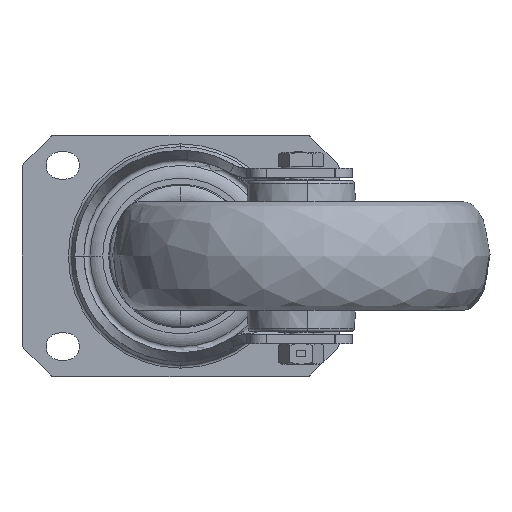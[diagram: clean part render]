
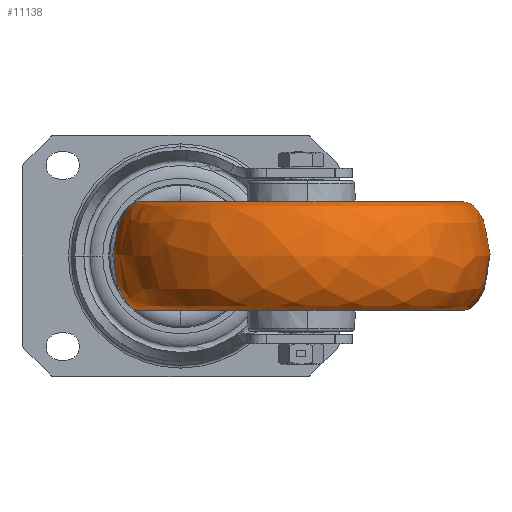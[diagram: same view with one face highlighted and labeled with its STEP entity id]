
A CAD part, front view. The second image highlights one B-rep face of the part: STEP entity #11138.
In plain terms, the highlighted free-form (B-spline) face has degree [3, 3] with [4, 4] control points.
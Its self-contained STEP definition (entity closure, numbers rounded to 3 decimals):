
#56 = EDGE_CURVE ( 'NONE', #4177, #18871, #22174, .T. ) ;
#1043 = CARTESIAN_POINT ( 'NONE',  ( 93.1, -85.97, -18. ) ) ;
#1214 = CARTESIAN_POINT ( 'NONE',  ( -30.965, -101.227, -18. ) ) ;
#1708 = CIRCLE ( 'NONE', #18184, 53.5 ) ;
#1721 = EDGE_CURVE ( 'NONE', #15148, #4177, #12602, .T. ) ;
#2609 = AXIS2_PLACEMENT_3D ( 'NONE', #9958, #6562, #23601 ) ;
#2668 = CARTESIAN_POINT ( 'NONE',  ( -0.04, -205.23, 18. ) ) ;
#2909 = CARTESIAN_POINT ( 'NONE',  ( 128.42, -225.704, 18. ) ) ;
#3161 = CARTESIAN_POINT ( 'NONE',  ( 106.16, -192.17, 18. ) ) ;
#4177 = VERTEX_POINT ( 'NONE', #15109 ) ;
#5074 = CARTESIAN_POINT ( 'NONE',  ( 110.965, -83.773, 18. ) ) ;
#5198 = CARTESIAN_POINT ( 'NONE',  ( 93.1, -85.97, 18. ) ) ;
#6562 = DIRECTION ( 'NONE',  ( 0., 0., -1. ) ) ;
#6925 = CARTESIAN_POINT ( 'NONE',  ( 106.16, -192.17, -18. ) ) ;
#8448 = ORIENTED_EDGE ( 'NONE', *, *, #1721, .T. ) ;
#8735 = CARTESIAN_POINT ( 'NONE',  ( -30.965, -101.227, 18. ) ) ;
#8801 = CARTESIAN_POINT ( 'NONE',  ( -13.1, -99.03, -18. ) ) ;
#8882 = CARTESIAN_POINT ( 'NONE',  ( 93.1, -85.97, -18. ) ) ;
#9132 = CARTESIAN_POINT ( 'NONE',  ( 93.1, -85.97, -18. ) ) ;
#9247 = CARTESIAN_POINT ( 'NONE',  ( 40., -92.5, -18. ) ) ;
#9774 = EDGE_LOOP ( 'NONE', ( #8448, #12289, #21622, #12078 ) ) ;
#9958 = CARTESIAN_POINT ( 'NONE',  ( 40., -92.5, 18. ) ) ;
#10328 = CARTESIAN_POINT ( 'NONE',  ( 128.42, -225.704, -18. ) ) ;
#10566 = CARTESIAN_POINT ( 'NONE',  ( -0.04, -205.23, -18. ) ) ;
#10741 = DIRECTION ( 'NONE',  ( 0., 0., -1. ) ) ;
#11138 = ADVANCED_FACE ( 'NONE', ( #17692 ), #14779, .F. ) ;
#12078 = ORIENTED_EDGE ( 'NONE', *, *, #14476, .F. ) ;
#12289 = ORIENTED_EDGE ( 'NONE', *, *, #56, .T. ) ;
#12436 = CARTESIAN_POINT ( 'NONE',  ( -13.511, -243.158, -18. ) ) ;
#12602 = CIRCLE ( 'NONE', #2609, 53.5 ) ;
#12883 = CARTESIAN_POINT ( 'NONE',  ( 110.965, -83.773, -18. ) ) ;
#14134 =( BOUNDED_CURVE ( )  B_SPLINE_CURVE ( 3, ( #15173, #18740, #12883, #8882 ),
 .UNSPECIFIED., .F., .T. ) 
 B_SPLINE_CURVE_WITH_KNOTS ( ( 4, 4 ),
 ( 0., 3.142 ),
 .UNSPECIFIED. ) 
 CURVE ( )  GEOMETRIC_REPRESENTATION_ITEM ( )  RATIONAL_B_SPLINE_CURVE ( ( 1., 0.333, 0.333, 1. ) ) 
 REPRESENTATION_ITEM ( '' )  );
#14476 = EDGE_CURVE ( 'NONE', #15148, #17356, #14134, .T. ) ;
#14751 = CARTESIAN_POINT ( 'NONE',  ( -13.1, -99.03, -18. ) ) ;
#14779 =( BOUNDED_SURFACE ( )  B_SPLINE_SURFACE ( 3, 3, ( 
 ( #5198, #3161, #2668, #24193 ),
 ( #5074, #2909, #21940, #18051 ),
 ( #18163, #10328, #12436, #22300 ),
 ( #1043, #6925, #10566, #8801 ) ),
 .UNSPECIFIED., .F., .F., .F. ) 
 B_SPLINE_SURFACE_WITH_KNOTS ( ( 4, 4 ),
 ( 4, 4 ),
 ( 0., 1. ),
 ( 0., 1. ),
 .UNSPECIFIED. ) 
 GEOMETRIC_REPRESENTATION_ITEM ( )  RATIONAL_B_SPLINE_SURFACE ( (
 ( 1., 0.333, 0.333, 1.),
 ( 0.333, 0.111, 0.111, 0.333),
 ( 0.333, 0.111, 0.111, 0.333),
 ( 1., 0.333, 0.333, 1.) ) ) 
 REPRESENTATION_ITEM ( '' )  SURFACE ( )  );
#15109 = CARTESIAN_POINT ( 'NONE',  ( -13.1, -99.03, 18. ) ) ;
#15148 = VERTEX_POINT ( 'NONE', #15554 ) ;
#15173 = CARTESIAN_POINT ( 'NONE',  ( 93.1, -85.97, 18. ) ) ;
#15554 = CARTESIAN_POINT ( 'NONE',  ( 93.1, -85.97, 18. ) ) ;
#15561 = CARTESIAN_POINT ( 'NONE',  ( -13.1, -99.03, -18. ) ) ;
#16937 = CARTESIAN_POINT ( 'NONE',  ( -13.1, -99.03, 18. ) ) ;
#17356 = VERTEX_POINT ( 'NONE', #9132 ) ;
#17692 = FACE_OUTER_BOUND ( 'NONE', #9774, .T. ) ;
#18051 = CARTESIAN_POINT ( 'NONE',  ( -30.965, -101.227, 18. ) ) ;
#18163 = CARTESIAN_POINT ( 'NONE',  ( 110.965, -83.773, -18. ) ) ;
#18184 = AXIS2_PLACEMENT_3D ( 'NONE', #9247, #10741, #24269 ) ;
#18740 = CARTESIAN_POINT ( 'NONE',  ( 110.965, -83.773, 18. ) ) ;
#18871 = VERTEX_POINT ( 'NONE', #15561 ) ;
#21622 = ORIENTED_EDGE ( 'NONE', *, *, #22523, .F. ) ;
#21940 = CARTESIAN_POINT ( 'NONE',  ( -13.511, -243.158, 18. ) ) ;
#22174 =( BOUNDED_CURVE ( )  B_SPLINE_CURVE ( 3, ( #16937, #8735, #1214, #14751 ),
 .UNSPECIFIED., .F., .F. ) 
 B_SPLINE_CURVE_WITH_KNOTS ( ( 4, 4 ),
 ( 0., 3.142 ),
 .UNSPECIFIED. ) 
 CURVE ( )  GEOMETRIC_REPRESENTATION_ITEM ( )  RATIONAL_B_SPLINE_CURVE ( ( 1., 0.333, 0.333, 1. ) ) 
 REPRESENTATION_ITEM ( '' )  );
#22300 = CARTESIAN_POINT ( 'NONE',  ( -30.965, -101.227, -18. ) ) ;
#22523 = EDGE_CURVE ( 'NONE', #17356, #18871, #1708, .T. ) ;
#23601 = DIRECTION ( 'NONE',  ( 0.993, 0.122, 0. ) ) ;
#24193 = CARTESIAN_POINT ( 'NONE',  ( -13.1, -99.03, 18. ) ) ;
#24269 = DIRECTION ( 'NONE',  ( 0.993, 0.122, 0. ) ) ;
